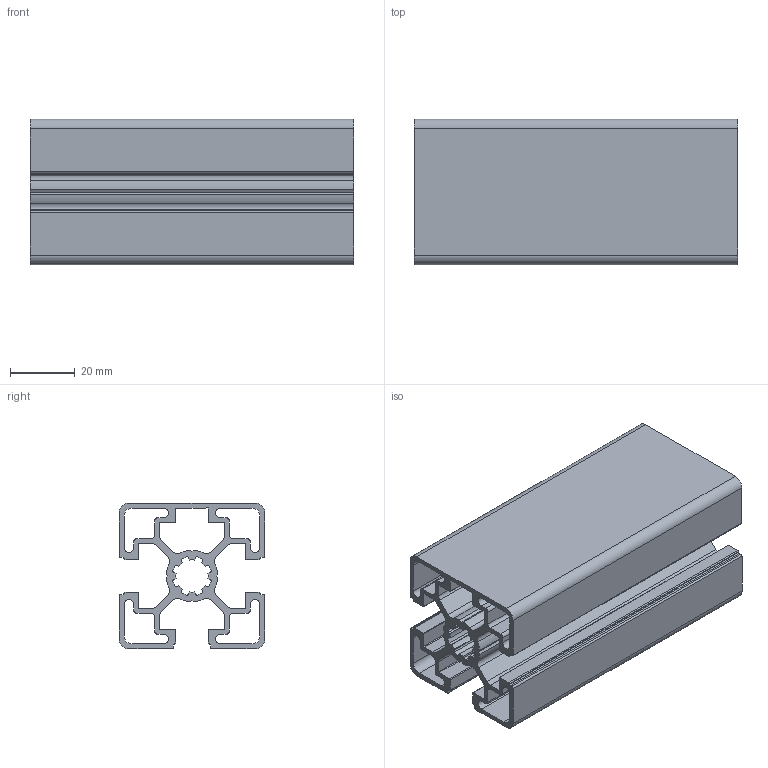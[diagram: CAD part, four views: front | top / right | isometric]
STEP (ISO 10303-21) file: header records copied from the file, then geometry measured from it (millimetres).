
FILE_DESCRIPTION (( 'STEP AP214' ), '1' );
FILE_NAME ('084.105.10.STEP', '2020-07-23T08:00:00', ( '' ), ( '' ), 'SwSTEP 2.0', 'SolidWorks 2018', '' );
FILE_SCHEMA (( 'AUTOMOTIVE_DESIGN' ));
Length unit declared in the file: millimetre
Products named in the file (1): 084.105.10
Bounding box: 100 x 45 x 45 mm (x, y, z)
Volume: 58270.6 mm3; surface area: 63182.1 mm2
Topology: 1 solids, 1 shells, 229 faces, 681 edges, 454 vertices
Faces by surface type: cylinder 127, plane 102
Entity records: 7827 total; most frequent: DIRECTION 1395, CARTESIAN_POINT 1365, ORIENTED_EDGE 1362, EDGE_CURVE 681, AXIS2_PLACEMENT_3D 484, VERTEX_POINT 454, VECTOR 427, LINE 427
